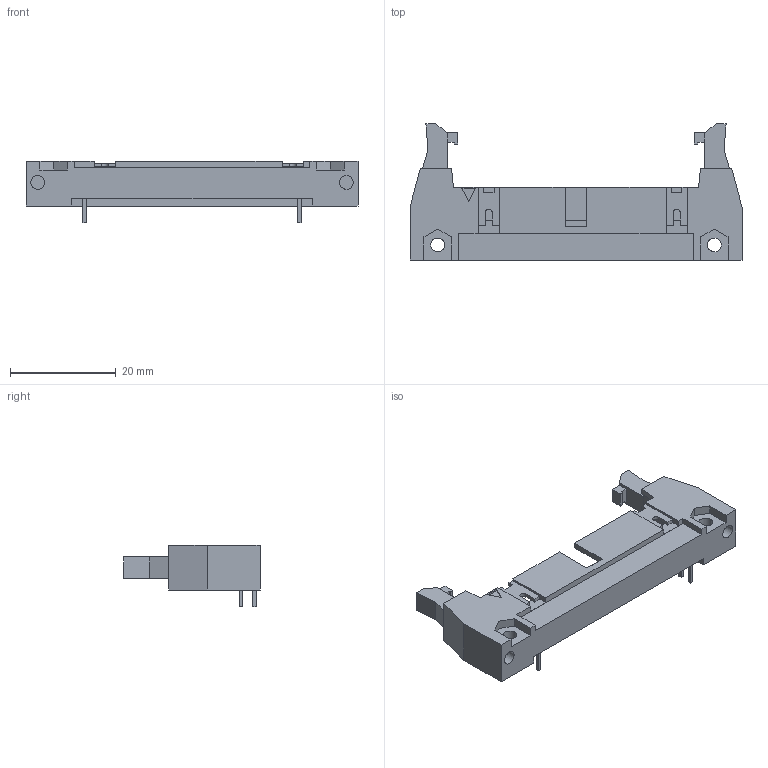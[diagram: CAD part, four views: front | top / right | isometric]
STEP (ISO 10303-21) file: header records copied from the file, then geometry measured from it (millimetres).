
FILE_DESCRIPTION((''),'2;1');
FILE_NAME( '0918_SEK_male_header_angled_34-pin_w_long_lever_2_9_PCB.stp','2005-08-04T17:02:49',('User'),('SDRC'),'I-DEAS Master Series 9','UNIX','Yes');
FILE_SCHEMA(('AUTOMOTIVE_DESIGN { 1 0 10303 214 1 1 1 1 }'));
Length unit declared in the file: millimetre
Products named in the file (1): 09 1x 534 x903
Bounding box: 62.8 x 25.75 x 11.7 mm (x, y, z)
Volume: 5140 mm3; surface area: 4514.7 mm2
Topology: 1 solids, 1 shells, 150 faces, 409 edges, 270 vertices
Faces by surface type: bspline 150
Entity records: 4485 total; most frequent: CARTESIAN_POINT 1793, ORIENTED_EDGE 818, EDGE_CURVE 409, VERTEX_POINT 270, B_SPLINE_CURVE_WITH_KNOTS 204, QUASI_UNIFORM_CURVE 193, EDGE_LOOP 167, FACE_OUTER_BOUND 150
